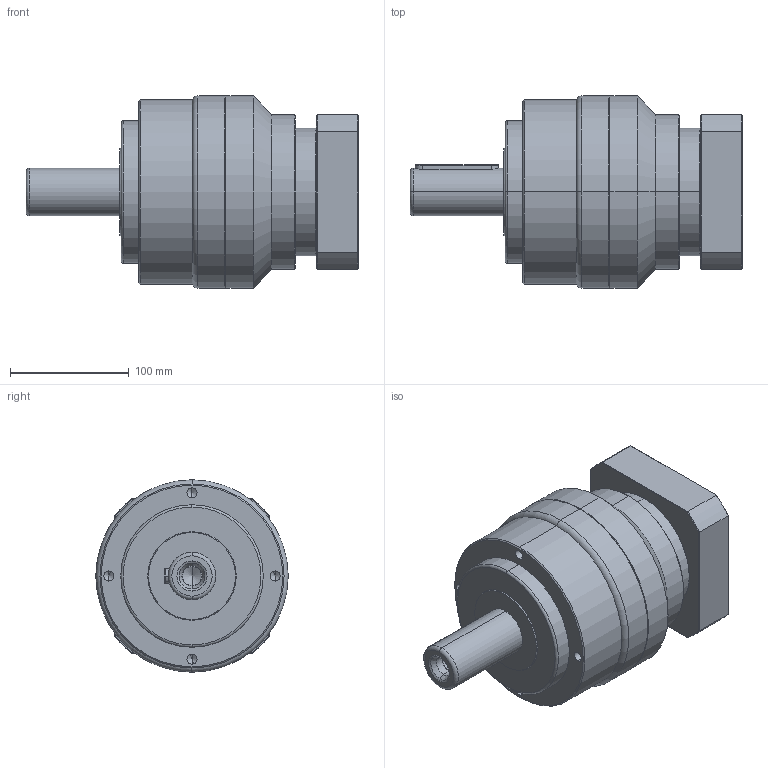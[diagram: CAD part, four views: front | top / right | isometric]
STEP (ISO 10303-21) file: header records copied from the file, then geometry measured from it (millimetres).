
FILE_DESCRIPTION (( 'STEP AP203' ), '1' );
FILE_NAME ('TE155-L2-24-110-145-M8-64.5-12.STEP', '2020-11-24T08:27:16', ( '' ), ( '' ), 'SwSTEP 2.0', 'SolidWorks 2017', '' );
FILE_SCHEMA (( 'CONFIG_CONTROL_DESIGN' ));
Length unit declared in the file: millimetre
Products named in the file (1): TE155-L2-24-110-145-M8-64.5-12
Bounding box: 279.5 x 162 x 162 mm (x, y, z)
Volume: 3244435.2 mm3; surface area: 199402.9 mm2
Topology: 4 solids, 4 shells, 186 faces, 409 edges, 237 vertices
Faces by surface type: cylinder 71, cone 58, plane 45, torus 12
Entity records: 5316 total; most frequent: CARTESIAN_POINT 1131, DIRECTION 941, ORIENTED_EDGE 782, EDGE_CURVE 391, AXIS2_PLACEMENT_3D 385, VERTEX_POINT 237, EDGE_LOOP 214, CIRCLE 198
